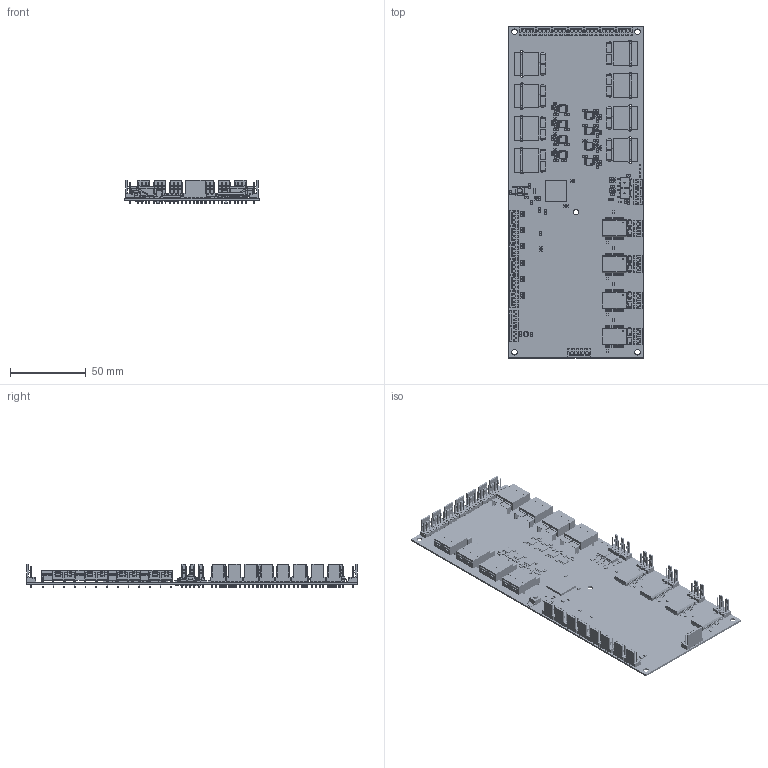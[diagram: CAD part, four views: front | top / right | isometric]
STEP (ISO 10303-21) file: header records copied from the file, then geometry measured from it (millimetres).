
FILE_DESCRIPTION(('Open CASCADE Model'),'2;1');
FILE_NAME('Open CASCADE Shape Model','2019-04-04T15:48:56',('Author'),( 'Open CASCADE'),'Open CASCADE STEP processor 6.8','Open CASCADE 6.8' ,'Unknown');
FILE_SCHEMA(('AUTOMOTIVE_DESIGN { 1 0 10303 214 1 1 1 1 }'));
Length unit declared in the file: millimetre
Products named in the file (199): PCB; Board; Open CASCADE STEP translator 6.8 1.1.1; U4; 5955841504; Extruded; C26_PT4; User_Library-cap0805; User_Library-cap0805_pad_0805___; User_Library-cap0805_cap0805_body___; C33; C32; C31; C30; C29; C28; C27; C26_PT6; C26_PT5; C26_PT3; C26_PT2; C26_PT1; P14; User_Library-molex_kk_0_1in_latching_4_way_vertical_header; P16; P15; P13; P12; P11; P10; P9; P8; P7; User_Library-molex_kk_0_1in_latching_6_way_vertical_header; U5; User_Library-TO252AA; R7; User_Library-res0805; User_Library-res0805_pad_0805___; User_Library-res0805_res0805_body___ ...
Assembly tree (366 placements, depth 4):
  PCB
    Board
      Open CASCADE STEP translator 6.8 1.1.1
    U4
      5955841504
        Extruded
    C26_PT4
      User_Library-cap0805
        User_Library-cap0805_pad_0805___
        User_Library-cap0805_cap0805_body___
    C33
      User_Library-cap0805
        User_Library-cap0805_pad_0805___
        User_Library-cap0805_cap0805_body___
    C32
      User_Library-cap0805
        User_Library-cap0805_pad_0805___
        User_Library-cap0805_cap0805_body___
    C31
      User_Library-cap0805
        User_Library-cap0805_pad_0805___
        User_Library-cap0805_cap0805_body___
    C30
      User_Library-cap0805
        User_Library-cap0805_pad_0805___
        User_Library-cap0805_cap0805_body___
    C29
      User_Library-cap0805
        User_Library-cap0805_pad_0805___
        User_Library-cap0805_cap0805_body___
    C28
      User_Library-cap0805
        User_Library-cap0805_pad_0805___
        User_Library-cap0805_cap0805_body___
    C27
      User_Library-cap0805
        User_Library-cap0805_pad_0805___
        User_Library-cap0805_cap0805_body___
    C26_PT6
      User_Library-cap0805
        User_Library-cap0805_pad_0805___
        User_Library-cap0805_cap0805_body___
    C26_PT5
      User_Library-cap0805
        User_Library-cap0805_pad_0805___
        User_Library-cap0805_cap0805_body___
    C26_PT3
      User_Library-cap0805
        User_Library-cap0805_pad_0805___
        User_Library-cap0805_cap0805_body___
    C26_PT2
      User_Library-cap0805
        User_Library-cap0805_pad_0805___
        User_Library-cap0805_cap0805_body___
    C26_PT1
      User_Library-cap0805
        User_Library-cap0805_pad_0805___
        User_Library-cap0805_cap0805_body___
    P14
      User_Library-molex_kk_0_1in_latching_4_way_vertical_header
Bounding box: 88.9 x 219.71 x 15.24 mm (x, y, z)
Volume: 40813.8 mm3; surface area: 81400.1 mm2
Topology: 562 solids, 642 shells, 13657 faces, 34368 edges, 21680 vertices
Faces by surface type: plane 9441, cylinder 2648, bspline 873, sphere 625, cone 66, torus 4
Full cylindrical faces by diameter (mm): 0.555 x4, 0.75 x8, 0.9 x4, 1.016 x88, 1.77 x32, 3.6 x1, 3.658 x5, 5 x1
Entity records: 71929 total; most frequent: CARTESIAN_POINT 12387, DIRECTION 9862, ORIENTED_EDGE 9490, EDGE_CURVE 4785, LINE 3766, VECTOR 3766, VERTEX_POINT 3151, AXIS2_PLACEMENT_3D 3048
